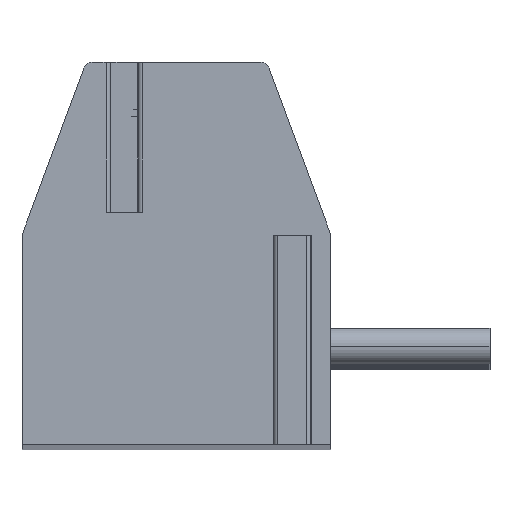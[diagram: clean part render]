
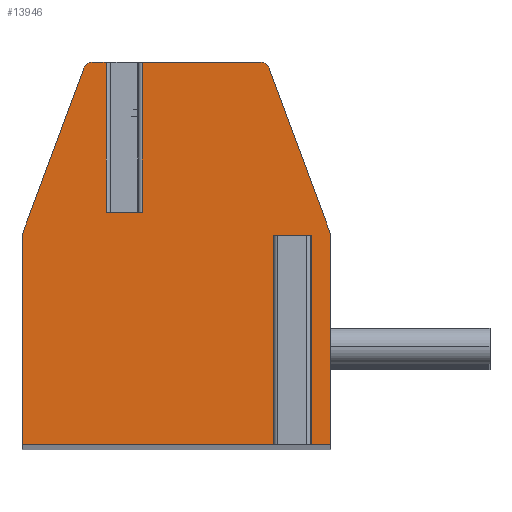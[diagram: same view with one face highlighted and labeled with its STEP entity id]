
A CAD part, top view. The second image highlights one B-rep face of the part: STEP entity #13946.
In plain terms, the highlighted planar face has unit normal (0, 0, 1).
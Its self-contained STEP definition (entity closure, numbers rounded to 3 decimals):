
#13=DIRECTION('',(1.,0.,0.));
#14=VECTOR('',#13,0.796);
#15=CARTESIAN_POINT('',(-1.548,0.9,68.25));
#16=LINE('',#15,#14);
#17=DIRECTION('',(0.,1.,0.));
#18=VECTOR('',#17,3.3);
#19=CARTESIAN_POINT('',(-0.752,0.9,68.25));
#20=LINE('',#19,#18);
#21=DIRECTION('',(-1.,0.,0.));
#22=VECTOR('',#21,2.603);
#23=CARTESIAN_POINT('',(1.851,4.2,68.25));
#24=LINE('',#23,#22);
#25=CARTESIAN_POINT('',(1.851,4.,68.25));
#26=DIRECTION('',(0.,0.,1.));
#27=DIRECTION('',(0.938,0.348,0.));
#28=AXIS2_PLACEMENT_3D('',#25,#26,#27);
#30=DIRECTION('',(-0.348,0.938,0.));
#31=VECTOR('',#30,3.914);
#32=CARTESIAN_POINT('',(3.4,0.4,68.25));
#33=LINE('',#32,#31);
#34=DIRECTION('',(0.,1.,0.));
#35=VECTOR('',#34,4.6);
#36=CARTESIAN_POINT('',(3.4,-4.2,68.25));
#37=LINE('',#36,#35);
#38=DIRECTION('',(1.,0.,0.));
#39=VECTOR('',#38,0.634);
#40=CARTESIAN_POINT('',(2.766,-4.2,68.25));
#41=LINE('',#40,#39);
#42=DIRECTION('',(0.,1.,0.));
#43=VECTOR('',#42,4.6);
#44=CARTESIAN_POINT('',(2.766,-4.2,68.25));
#45=LINE('',#44,#43);
#46=DIRECTION('',(-1.,0.,0.));
#47=VECTOR('',#46,0.43);
#48=CARTESIAN_POINT('',(2.766,0.4,68.25));
#49=LINE('',#48,#47);
#50=DIRECTION('',(0.,1.,0.));
#51=VECTOR('',#50,4.6);
#52=CARTESIAN_POINT('',(2.336,-4.2,68.25));
#53=LINE('',#52,#51);
#54=DIRECTION('',(1.,0.,0.));
#55=VECTOR('',#54,5.736);
#56=CARTESIAN_POINT('',(-3.4,-4.2,68.25));
#57=LINE('',#56,#55);
#58=DIRECTION('',(0.,-1.,0.));
#59=VECTOR('',#58,4.6);
#60=CARTESIAN_POINT('',(-3.4,0.4,68.25));
#61=LINE('',#60,#59);
#62=DIRECTION('',(-0.348,-0.938,0.));
#63=VECTOR('',#62,3.914);
#64=CARTESIAN_POINT('',(-2.038,4.07,68.25));
#65=LINE('',#64,#63);
#66=CARTESIAN_POINT('',(-1.851,4.,68.25));
#67=DIRECTION('',(0.,0.,1.));
#68=DIRECTION('',(0.,1.,0.));
#69=AXIS2_PLACEMENT_3D('',#66,#67,#68);
#71=DIRECTION('',(-1.,0.,0.));
#72=VECTOR('',#71,0.303);
#73=CARTESIAN_POINT('',(-1.548,4.2,68.25));
#74=LINE('',#73,#72);
#75=DIRECTION('',(0.,1.,0.));
#76=VECTOR('',#75,3.3);
#77=CARTESIAN_POINT('',(-1.548,0.9,68.25));
#78=LINE('',#77,#76);
#10893=CARTESIAN_POINT('',(-1.851,4.2,68.25));
#10894=CARTESIAN_POINT('',(-2.038,4.07,68.25));
#10895=VERTEX_POINT('',#10893);
#10896=VERTEX_POINT('',#10894);
#10897=CARTESIAN_POINT('',(-3.4,0.4,68.25));
#10898=VERTEX_POINT('',#10897);
#10899=CARTESIAN_POINT('',(-3.4,-4.2,68.25));
#10900=VERTEX_POINT('',#10899);
#10901=CARTESIAN_POINT('',(3.4,-4.2,68.25));
#10902=CARTESIAN_POINT('',(3.4,0.4,68.25));
#10903=VERTEX_POINT('',#10901);
#10904=VERTEX_POINT('',#10902);
#10905=CARTESIAN_POINT('',(2.038,4.07,68.25));
#10906=VERTEX_POINT('',#10905);
#10907=CARTESIAN_POINT('',(1.851,4.2,68.25));
#10908=VERTEX_POINT('',#10907);
#10949=CARTESIAN_POINT('',(2.766,0.4,68.25));
#10950=CARTESIAN_POINT('',(2.336,0.4,68.25));
#10951=VERTEX_POINT('',#10949);
#10952=VERTEX_POINT('',#10950);
#10953=CARTESIAN_POINT('',(2.336,-4.2,68.25));
#10954=VERTEX_POINT('',#10953);
#10955=CARTESIAN_POINT('',(2.766,-4.2,68.25));
#10956=VERTEX_POINT('',#10955);
#11017=CARTESIAN_POINT('',(-1.548,0.9,68.25));
#11018=CARTESIAN_POINT('',(-0.752,0.9,68.25));
#11019=VERTEX_POINT('',#11017);
#11020=VERTEX_POINT('',#11018);
#11021=CARTESIAN_POINT('',(-1.548,4.2,68.25));
#11022=VERTEX_POINT('',#11021);
#11023=CARTESIAN_POINT('',(-0.752,4.2,68.25));
#11024=VERTEX_POINT('',#11023);
#13907=CARTESIAN_POINT('',(0.,0.,68.25));
#13908=DIRECTION('',(0.,0.,1.));
#13909=DIRECTION('',(1.,0.,0.));
#13910=AXIS2_PLACEMENT_3D('',#13907,#13908,#13909);
#13911=PLANE('',#13910);
#13913=ORIENTED_EDGE('',*,*,#13912,.T.);
#13915=ORIENTED_EDGE('',*,*,#13914,.T.);
#13917=ORIENTED_EDGE('',*,*,#13916,.F.);
#13919=ORIENTED_EDGE('',*,*,#13918,.F.);
#13921=ORIENTED_EDGE('',*,*,#13920,.F.);
#13923=ORIENTED_EDGE('',*,*,#13922,.F.);
#13925=ORIENTED_EDGE('',*,*,#13924,.F.);
#13927=ORIENTED_EDGE('',*,*,#13926,.T.);
#13929=ORIENTED_EDGE('',*,*,#13928,.T.);
#13931=ORIENTED_EDGE('',*,*,#13930,.F.);
#13933=ORIENTED_EDGE('',*,*,#13932,.F.);
#13935=ORIENTED_EDGE('',*,*,#13934,.F.);
#13937=ORIENTED_EDGE('',*,*,#13936,.F.);
#13939=ORIENTED_EDGE('',*,*,#13938,.F.);
#13941=ORIENTED_EDGE('',*,*,#13940,.F.);
#13943=ORIENTED_EDGE('',*,*,#13942,.F.);
#13944=EDGE_LOOP('',(#13913,#13915,#13917,#13919,#13921,#13923,#13925,#13927,
#13929,#13931,#13933,#13935,#13937,#13939,#13941,#13943));
#13945=FACE_OUTER_BOUND('',#13944,.F.);
#29=CIRCLE('',#28,0.2);
#70=CIRCLE('',#69,0.2);
#13912=EDGE_CURVE('',#11019,#11020,#16,.T.);
#13914=EDGE_CURVE('',#11020,#11024,#20,.T.);
#13916=EDGE_CURVE('',#10908,#11024,#24,.T.);
#13918=EDGE_CURVE('',#10906,#10908,#29,.T.);
#13920=EDGE_CURVE('',#10904,#10906,#33,.T.);
#13922=EDGE_CURVE('',#10903,#10904,#37,.T.);
#13924=EDGE_CURVE('',#10956,#10903,#41,.T.);
#13926=EDGE_CURVE('',#10956,#10951,#45,.T.);
#13928=EDGE_CURVE('',#10951,#10952,#49,.T.);
#13930=EDGE_CURVE('',#10954,#10952,#53,.T.);
#13932=EDGE_CURVE('',#10900,#10954,#57,.T.);
#13934=EDGE_CURVE('',#10898,#10900,#61,.T.);
#13936=EDGE_CURVE('',#10896,#10898,#65,.T.);
#13938=EDGE_CURVE('',#10895,#10896,#70,.T.);
#13940=EDGE_CURVE('',#11022,#10895,#74,.T.);
#13942=EDGE_CURVE('',#11019,#11022,#78,.T.);
#13946=ADVANCED_FACE('',(#13945),#13911,.T.);
